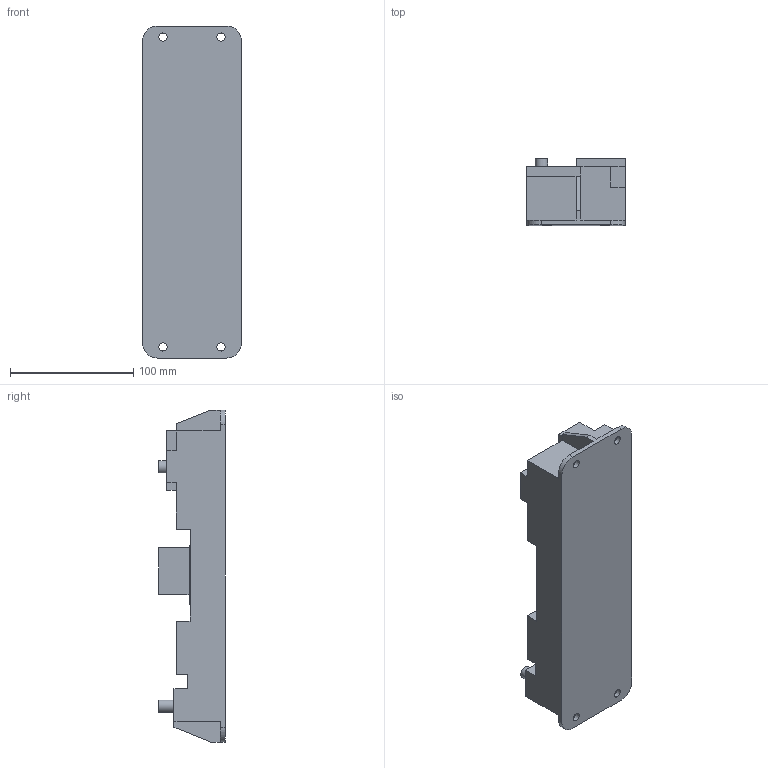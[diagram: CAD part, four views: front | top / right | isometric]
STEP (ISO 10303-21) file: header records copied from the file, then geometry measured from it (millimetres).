
FILE_DESCRIPTION(/* description */ (''),/* implementation_level */ '2;1');
FILE_NAME(/* name */ 'A5E46153612A_001.stp',/* time_stamp */ '2018-11-05T12:29:42+01:00',/* author */ ('Naepfel'),/* organization */ ('Siemens AG'),/* preprocessor_version */ 'ST-DEVELOPER v16',/* originating_system */ 'SIEMENS PLM Software NX 10.0',/* authorisation */ '');
FILE_SCHEMA (('AUTOMOTIVE_DESIGN { 1 0 10303 214 3 1 1 1 }'));
Length unit declared in the file: millimetre
Products named in the file (3): A5E46154857A_001; A5E46153617A_001; A5E46153612A_001
Assembly tree (2 placements, depth 2):
  A5E46153612A_001
    A5E46153617A_001
    A5E46154857A_001
Bounding box: 80 x 54 x 269 mm (x, y, z)
Volume: 694759.9 mm3; surface area: 79201.4 mm2
Topology: 1 solids, 155 shells, 248 faces, 1535 edges, 1450 vertices
Faces by surface type: plane 235, cylinder 13
Full cylindrical faces by diameter (mm): 5.1 x1, 6.7 x4, 8.9 x1, 9.1 x1, 10 x2
Entity records: 21410 total; most frequent: CARTESIAN_POINT 7551, ORIENTED_EDGE 1766, DIRECTION 1766, EDGE_CURVE 1522, VERTEX_POINT 1446, LINE 1210, VECTOR 1210, PRESENTATION_STYLE_ASSIGNMENT 404
